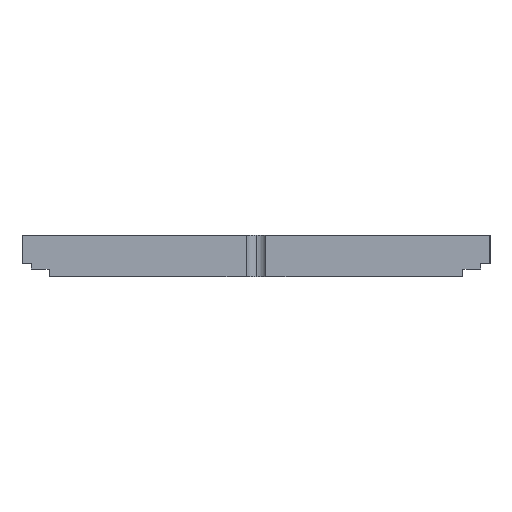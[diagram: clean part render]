
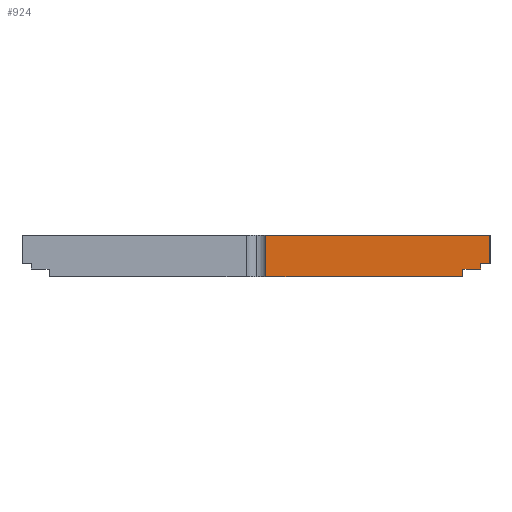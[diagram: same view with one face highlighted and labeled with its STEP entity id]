
A CAD part, left-side view. The second image highlights one B-rep face of the part: STEP entity #924.
In plain terms, the highlighted planar face has unit normal (-1, 0, 0).
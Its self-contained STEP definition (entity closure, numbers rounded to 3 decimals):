
#350 = CARTESIAN_POINT ( 'NONE',  ( 0., -41.6, 1.5 ) ) ;
#381 = LINE ( 'NONE', #457, #2746 ) ;
#413 = DIRECTION ( 'NONE',  ( -1., 0., 0. ) ) ;
#447 = VERTEX_POINT ( 'NONE', #3993 ) ;
#453 = ORIENTED_EDGE ( 'NONE', *, *, #3803, .F. ) ;
#457 = CARTESIAN_POINT ( 'NONE',  ( 0., -3.8, 8. ) ) ;
#484 = DIRECTION ( 'NONE',  ( 0., 0., -1. ) ) ;
#638 = EDGE_CURVE ( 'NONE', #3641, #944, #3567, .T. ) ;
#727 = VERTEX_POINT ( 'NONE', #767 ) ;
#741 = VECTOR ( 'NONE', #3481, 1000. ) ;
#767 = CARTESIAN_POINT ( 'NONE',  ( 0., -41.6, 0. ) ) ;
#832 = DIRECTION ( 'NONE',  ( 0., 1., 0. ) ) ;
#924 = ADVANCED_FACE ( 'NONE', ( #3063 ), #1034, .T. ) ;
#944 = VERTEX_POINT ( 'NONE', #3758 ) ;
#954 = AXIS2_PLACEMENT_3D ( 'NONE', #3767, #413, #3809 ) ;
#1008 = DIRECTION ( 'NONE',  ( 0., 1., 0. ) ) ;
#1034 = PLANE ( 'NONE',  #954 ) ;
#1058 = EDGE_CURVE ( 'NONE', #3641, #2142, #3724, .T. ) ;
#1077 = VECTOR ( 'NONE', #832, 1000. ) ;
#1088 = VECTOR ( 'NONE', #484, 1000. ) ;
#1175 = ORIENTED_EDGE ( 'NONE', *, *, #1745, .F. ) ;
#1244 = VECTOR ( 'NONE', #2210, 1000. ) ;
#1254 = EDGE_CURVE ( 'NONE', #944, #447, #1609, .T. ) ;
#1356 = CARTESIAN_POINT ( 'NONE',  ( 0., -46.8, 8. ) ) ;
#1416 = VERTEX_POINT ( 'NONE', #3352 ) ;
#1482 = ORIENTED_EDGE ( 'NONE', *, *, #3173, .T. ) ;
#1558 = EDGE_CURVE ( 'NONE', #1416, #2960, #3502, .T. ) ;
#1564 = CARTESIAN_POINT ( 'NONE',  ( 0., -41.6, 1.5 ) ) ;
#1609 = LINE ( 'NONE', #1776, #1077 ) ;
#1660 = EDGE_CURVE ( 'NONE', #727, #3579, #2612, .T. ) ;
#1745 = EDGE_CURVE ( 'NONE', #447, #1416, #1912, .T. ) ;
#1776 = CARTESIAN_POINT ( 'NONE',  ( 0., -45., 2.5 ) ) ;
#1790 = VECTOR ( 'NONE', #2894, 1000. ) ;
#1828 = ORIENTED_EDGE ( 'NONE', *, *, #638, .F. ) ;
#1912 = LINE ( 'NONE', #2969, #1088 ) ;
#2049 = ORIENTED_EDGE ( 'NONE', *, *, #1058, .T. ) ;
#2112 = CARTESIAN_POINT ( 'NONE',  ( 0., -46.8, 8. ) ) ;
#2142 = VERTEX_POINT ( 'NONE', #3760 ) ;
#2210 = DIRECTION ( 'NONE',  ( 0., 0., -1. ) ) ;
#2390 = ORIENTED_EDGE ( 'NONE', *, *, #1660, .F. ) ;
#2548 = CARTESIAN_POINT ( 'NONE',  ( 0., -45., 1.5 ) ) ;
#2553 = ORIENTED_EDGE ( 'NONE', *, *, #1558, .F. ) ;
#2589 = VECTOR ( 'NONE', #3236, 1000. ) ;
#2612 = LINE ( 'NONE', #2878, #1790 ) ;
#2657 = ORIENTED_EDGE ( 'NONE', *, *, #1254, .F. ) ;
#2723 = CARTESIAN_POINT ( 'NONE',  ( 0., -3.8, 0. ) ) ;
#2746 = VECTOR ( 'NONE', #3500, 1000. ) ;
#2878 = CARTESIAN_POINT ( 'NONE',  ( 0., -46.8, 0. ) ) ;
#2888 = LINE ( 'NONE', #350, #1244 ) ;
#2894 = DIRECTION ( 'NONE',  ( 0., 1., 0. ) ) ;
#2960 = VERTEX_POINT ( 'NONE', #1564 ) ;
#2969 = CARTESIAN_POINT ( 'NONE',  ( 0., -45., 1.5 ) ) ;
#3063 = FACE_OUTER_BOUND ( 'NONE', #3474, .T. ) ;
#3173 = EDGE_CURVE ( 'NONE', #2142, #3579, #381, .T. ) ;
#3236 = DIRECTION ( 'NONE',  ( 0., 1., 0. ) ) ;
#3277 = VECTOR ( 'NONE', #1008, 1000. ) ;
#3352 = CARTESIAN_POINT ( 'NONE',  ( 0., -45., 1.5 ) ) ;
#3474 = EDGE_LOOP ( 'NONE', ( #1175, #2657, #1828, #2049, #1482, #2390, #453, #2553 ) ) ;
#3481 = DIRECTION ( 'NONE',  ( 0., 0., -1. ) ) ;
#3500 = DIRECTION ( 'NONE',  ( 0., 0., -1. ) ) ;
#3502 = LINE ( 'NONE', #2548, #3277 ) ;
#3567 = LINE ( 'NONE', #1356, #741 ) ;
#3579 = VERTEX_POINT ( 'NONE', #2723 ) ;
#3641 = VERTEX_POINT ( 'NONE', #2112 ) ;
#3724 = LINE ( 'NONE', #3848, #2589 ) ;
#3758 = CARTESIAN_POINT ( 'NONE',  ( 0., -46.8, 2.5 ) ) ;
#3760 = CARTESIAN_POINT ( 'NONE',  ( 0., -3.8, 8. ) ) ;
#3767 = CARTESIAN_POINT ( 'NONE',  ( 0., -46.8, 8. ) ) ;
#3803 = EDGE_CURVE ( 'NONE', #2960, #727, #2888, .T. ) ;
#3809 = DIRECTION ( 'NONE',  ( 0., 0., 1. ) ) ;
#3848 = CARTESIAN_POINT ( 'NONE',  ( 0., -46.8, 8. ) ) ;
#3993 = CARTESIAN_POINT ( 'NONE',  ( 0., -45., 2.5 ) ) ;
